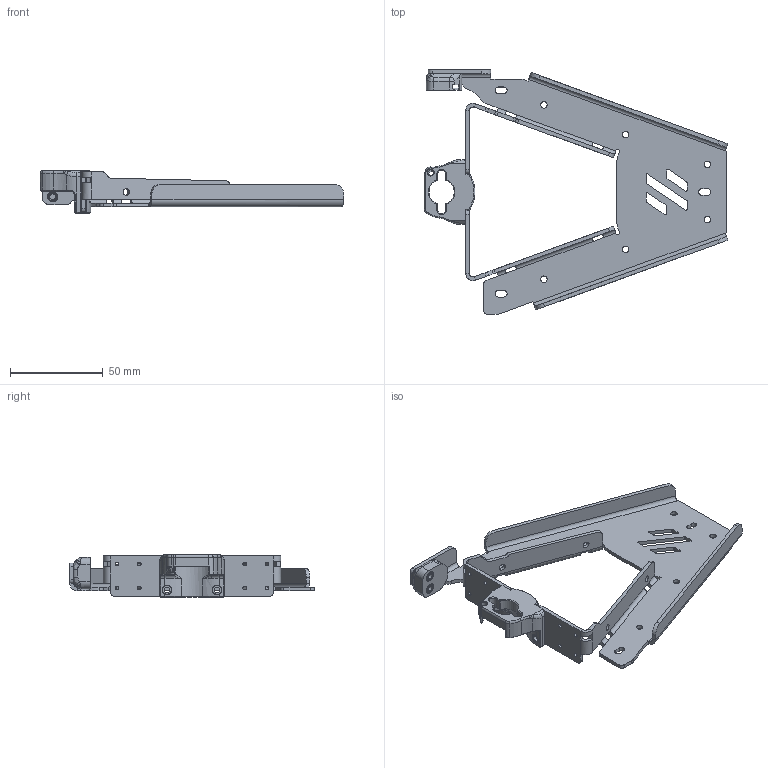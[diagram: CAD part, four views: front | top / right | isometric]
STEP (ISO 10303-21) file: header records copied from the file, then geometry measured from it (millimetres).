
FILE_DESCRIPTION(/* description */ (''),/* implementation_level */ '2;1');
FILE_NAME(/* name */ 'V0_sheet_metal_bed_with_plastic_parts_v3.step',/* time_stamp */ '2022-01-09T18:19:11+01:00',/* author */ (''),/* organization */ (''),/* preprocessor_version */ 'ST-DEVELOPER v18.1',/* originating_system */ 'Autodesk Translation Framework v10.10.0.1391',/* authorisation */ '');
FILE_SCHEMA (('AUTOMOTIVE_DESIGN { 1 0 10303 214 3 1 1 }'));
Length unit declared in the file: millimetre
Products named in the file (6): kirigami_stls; V0_sheet_metal_bed_v2_igus_chain_mount; VORON_sheet_metal_nut block v4; sheet_metal_nut_block; V0_sheet_metal_bed_v2; M3 Threaded Insert
Assembly tree (12 placements, depth 3):
  kirigami_stls
    V0_sheet_metal_bed_v2_igus_chain_mount
    VORON_sheet_metal_nut block v4
      sheet_metal_nut_block
    V0_sheet_metal_bed_v2
    M3 Threaded Insert  x8
Bounding box: 164.05 x 132 x 23 mm (x, y, z)
Volume: 36390 mm3; surface area: 36926.8 mm2
Topology: 11 solids, 11 shells, 2302 faces, 6555 edges, 4290 vertices
Faces by surface type: bspline 1184, cylinder 767, plane 262, cone 78, torus 10, sphere 1
Full cylindrical faces by diameter (mm): 2.1 x8, 3 x9, 3.1 x6, 3.5 x10, 4.4 x4, 4.8 x4, 5.05 x8, 5.16 x8, 5.56 x8
Entity records: 24556 total; most frequent: CARTESIAN_POINT 7393, ORIENTED_EDGE 3706, DIRECTION 3506, EDGE_CURVE 1853, AXIS2_PLACEMENT_3D 1299, VERTEX_POINT 1161, LINE 908, VECTOR 908
